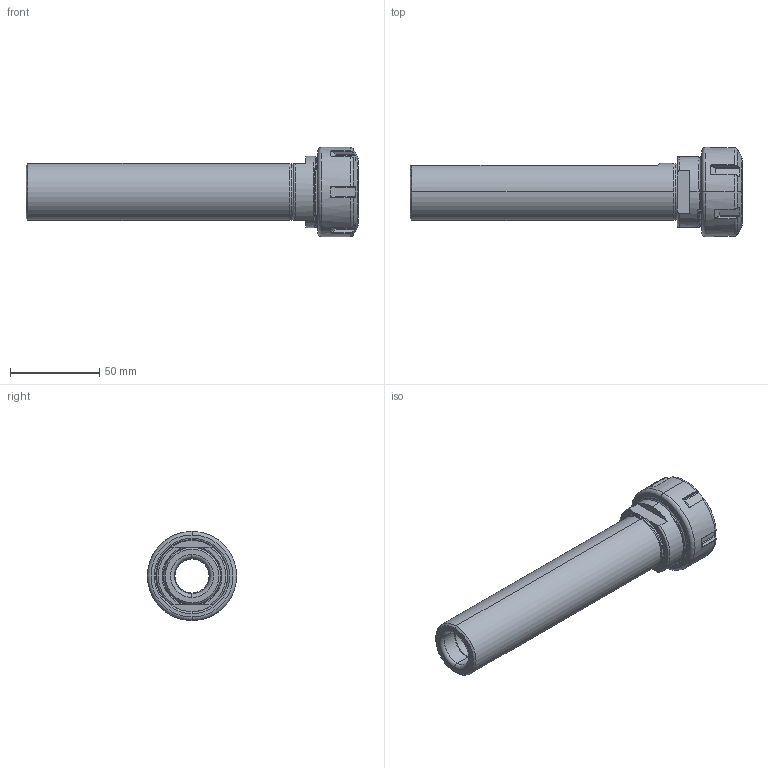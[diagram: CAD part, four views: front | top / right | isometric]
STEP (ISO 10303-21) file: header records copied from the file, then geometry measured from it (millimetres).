
FILE_DESCRIPTION (( 'STEP AP203' ), '1' );
FILE_NAME ('120.02.04.20.STEP', '2016-11-28T09:50:24', ( '' ), ( '' ), 'SwSTEP 2.0', 'SolidWorks 2012', '' );
FILE_SCHEMA (( 'CONFIG_CONTROL_DESIGN' ));
Length unit declared in the file: millimetre
Products named in the file (3): 120.02.04.20; 2-01.100.0320230C7_ER32螺帽(六溝)
Assembly tree (2 placements, depth 2):
  120.02.04.20
    120.02.04.20
    2-01.100.0320230C7_ER32螺帽(六溝)
Bounding box: 186.28 x 50 x 50 mm (x, y, z)
Volume: 103748.3 mm3; surface area: 44021.4 mm2
Topology: 2 solids, 2 shells, 314 faces, 798 edges, 490 vertices
Faces by surface type: cylinder 136, bspline 68, plane 54, torus 38, cone 18
Entity records: 24671 total; most frequent: CARTESIAN_POINT 17998, ORIENTED_EDGE 1596, DIRECTION 985, EDGE_CURVE 798, VERTEX_POINT 490, AXIS2_PLACEMENT_3D 381, EDGE_LOOP 320, ADVANCED_FACE 314
